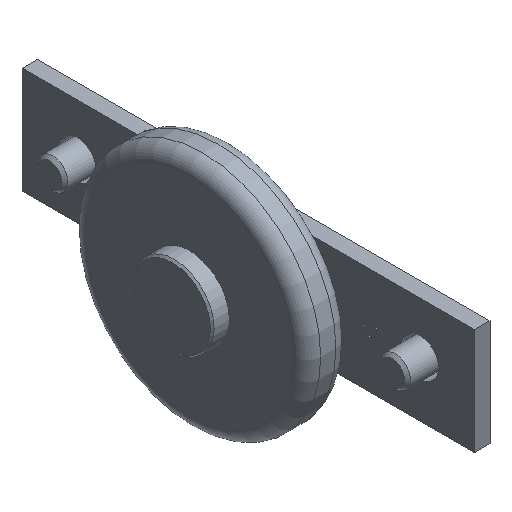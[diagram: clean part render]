
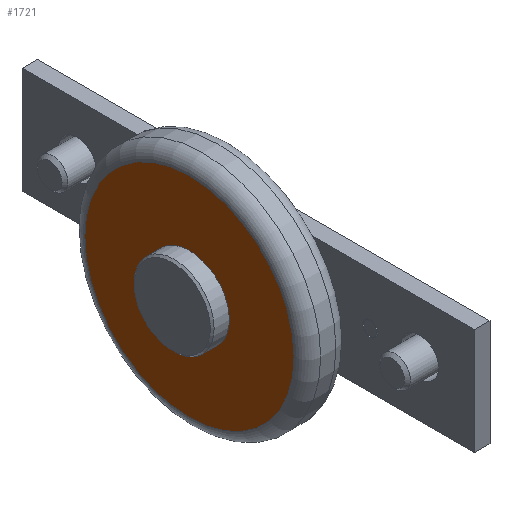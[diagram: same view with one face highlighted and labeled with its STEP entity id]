
A CAD part, isometric view. The second image highlights one B-rep face of the part: STEP entity #1721.
In plain terms, the highlighted planar face has unit normal (-1, 0, 0).
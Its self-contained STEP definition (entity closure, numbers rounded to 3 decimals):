
#36=FACE_BOUND('',#329,.T.);
#102=PLANE('',#1892);
#214=FACE_OUTER_BOUND('',#328,.T.);
#328=EDGE_LOOP('',(#1503));
#329=EDGE_LOOP('',(#1504));
#698=CIRCLE('',#1846,27.5);
#699=CIRCLE('',#1848,10.5);
#817=VERTEX_POINT('',#2684);
#818=VERTEX_POINT('',#2688);
#1013=EDGE_CURVE('',#817,#817,#698,.T.);
#1014=EDGE_CURVE('',#818,#818,#699,.T.);
#1503=ORIENTED_EDGE('',*,*,#1013,.F.);
#1504=ORIENTED_EDGE('',*,*,#1014,.T.);
#1721=ADVANCED_FACE('',(#214,#36),#102,.T.);
#1846=AXIS2_PLACEMENT_3D('',#2686,#2221,#2222);
#1848=AXIS2_PLACEMENT_3D('',#2689,#2225,#2226);
#1892=AXIS2_PLACEMENT_3D('',#2811,#2354,#2355);
#2221=DIRECTION('center_axis',(1.,0.,0.));
#2222=DIRECTION('ref_axis',(0.,1.,0.));
#2225=DIRECTION('center_axis',(1.,0.,0.));
#2226=DIRECTION('ref_axis',(0.,1.,0.));
#2354=DIRECTION('center_axis',(-1.,0.,0.));
#2355=DIRECTION('ref_axis',(0.,-1.,0.));
#2684=CARTESIAN_POINT('',(-15.5,27.5,-0.5));
#2686=CARTESIAN_POINT('Origin',(-15.5,0.,-0.5));
#2688=CARTESIAN_POINT('',(-15.5,-10.5,-0.5));
#2689=CARTESIAN_POINT('Origin',(-15.5,0.,-0.5));
#2811=CARTESIAN_POINT('Origin',(-15.5,19.,-0.5));
